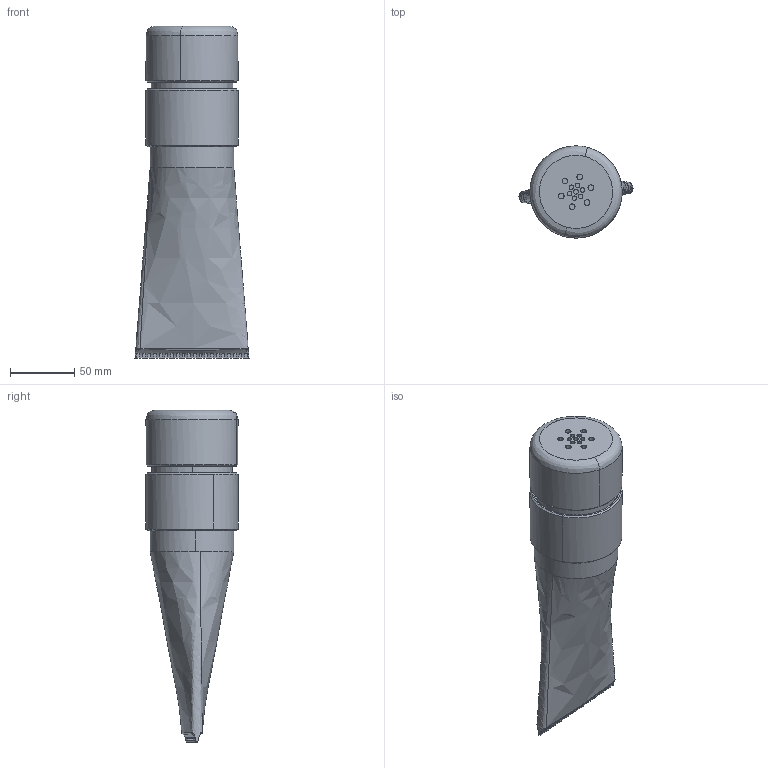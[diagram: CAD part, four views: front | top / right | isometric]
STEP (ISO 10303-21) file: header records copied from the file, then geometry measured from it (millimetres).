
FILE_DESCRIPTION(('FreeCAD Model'),'2;1');
FILE_NAME('Open CASCADE Shape Model','2025-04-27T00:23:42',('FreeCAD'),( 'FreeCAD'),'Open CASCADE STEP processor 7.6','FreeCAD','Unknown');
FILE_SCHEMA(('AUTOMOTIVE_DESIGN { 1 0 10303 214 1 1 1 1 }'));
Products named in the file (1): Open CASCADE STEP translator 7.6 1
Bounding box: 88.92 x 71.84 x 258.96 mm (x, y, z)
Volume: 598060.2 mm3; surface area: 132734.1 mm2
Topology: 5 solids, 5 shells, 450 faces, 1194 edges, 748 vertices
Faces by surface type: bspline 450
Entity records: 50343 total; most frequent: CARTESIAN_POINT 43503, ORIENTED_EDGE 2364, EDGE_CURVE 1182, B_SPLINE_CURVE_WITH_KNOTS 913, VERTEX_POINT 748, FACE_BOUND 486, EDGE_LOOP 486, ADVANCED_FACE 450
